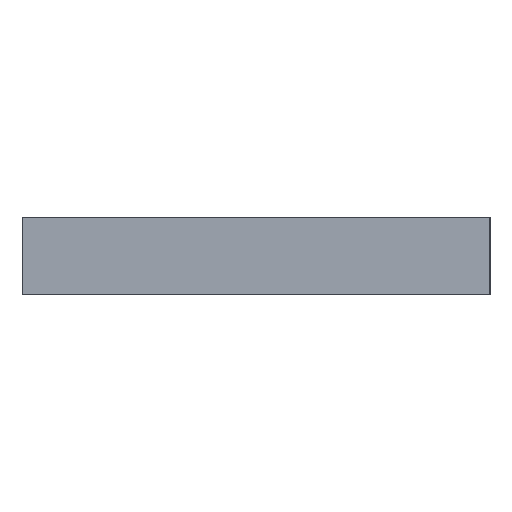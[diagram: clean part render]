
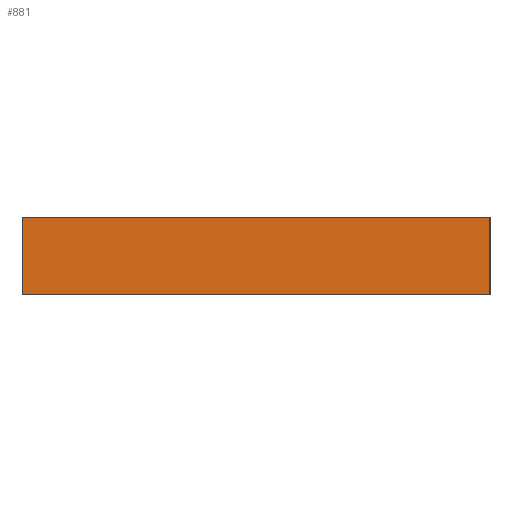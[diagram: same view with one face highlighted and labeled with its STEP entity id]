
A CAD part, left-side view. The second image highlights one B-rep face of the part: STEP entity #881.
In plain terms, the highlighted planar face has unit normal (-1, 0, 0).
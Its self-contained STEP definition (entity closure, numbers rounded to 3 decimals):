
#863=AXIS2_PLACEMENT_3D('Plane Axis2P3D',#860,#861,#862) ;
#165=CARTESIAN_POINT('Vertex',(0.,0.,1.)) ;
#181=CARTESIAN_POINT('Vertex',(0.,6.,1.)) ;
#184=CARTESIAN_POINT('Line Origine',(0.,3.,1.)) ;
#513=CARTESIAN_POINT('Line Origine',(0.,3.,0.)) ;
#517=CARTESIAN_POINT('Vertex',(0.,6.,0.)) ;
#519=CARTESIAN_POINT('Vertex',(0.,0.,0.)) ;
#860=CARTESIAN_POINT('Axis2P3D Location',(0.,6.,0.)) ;
#865=CARTESIAN_POINT('Line Origine',(0.,6.,0.5)) ;
#870=CARTESIAN_POINT('Line Origine',(0.,0.,0.5)) ;
#185=DIRECTION('Vector Direction',(0.,-1.,0.)) ;
#514=DIRECTION('Vector Direction',(0.,-1.,0.)) ;
#861=DIRECTION('Axis2P3D Direction',(-1.,0.,0.)) ;
#862=DIRECTION('Axis2P3D XDirection',(0.,-1.,0.)) ;
#866=DIRECTION('Vector Direction',(0.,0.,1.)) ;
#871=DIRECTION('Vector Direction',(0.,0.,1.)) ;
#186=VECTOR('Line Direction',#185,1.) ;
#515=VECTOR('Line Direction',#514,1.) ;
#867=VECTOR('Line Direction',#866,1.) ;
#872=VECTOR('Line Direction',#871,1.) ;
#876=ORIENTED_EDGE('',*,*,#869,.F.) ;
#877=ORIENTED_EDGE('',*,*,#521,.T.) ;
#878=ORIENTED_EDGE('',*,*,#874,.T.) ;
#879=ORIENTED_EDGE('',*,*,#188,.F.) ;
#881=ADVANCED_FACE('Body.3',(#880),#864,.T.) ;
#188=EDGE_CURVE('',#182,#166,#187,.T.) ;
#521=EDGE_CURVE('',#518,#520,#516,.T.) ;
#869=EDGE_CURVE('',#518,#182,#868,.T.) ;
#874=EDGE_CURVE('',#520,#166,#873,.T.) ;
#875=EDGE_LOOP('',(#876,#877,#878,#879)) ;
#880=FACE_OUTER_BOUND('',#875,.T.) ;
#187=LINE('Line',#184,#186) ;
#516=LINE('Line',#513,#515) ;
#868=LINE('Line',#865,#867) ;
#873=LINE('Line',#870,#872) ;
#864=PLANE('',#863) ;
#166=VERTEX_POINT('',#165) ;
#182=VERTEX_POINT('',#181) ;
#518=VERTEX_POINT('',#517) ;
#520=VERTEX_POINT('',#519) ;
